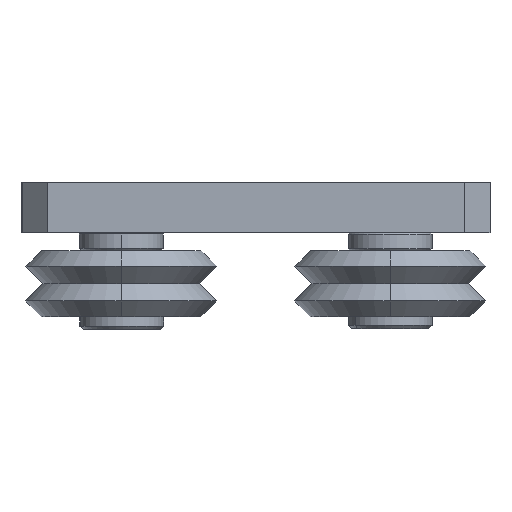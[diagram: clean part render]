
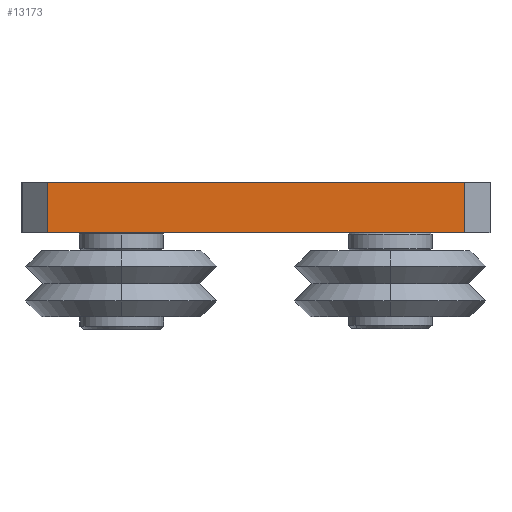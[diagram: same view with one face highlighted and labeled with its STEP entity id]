
A CAD part, front view. The second image highlights one B-rep face of the part: STEP entity #13173.
In plain terms, the highlighted planar face has unit normal (0, -1, 0).
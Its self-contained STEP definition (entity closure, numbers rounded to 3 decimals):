
#99 = LINE ( 'NONE', #12638, #12252 ) ;
#812 = FACE_OUTER_BOUND ( 'NONE', #1520, .T. ) ;
#1052 = VERTEX_POINT ( 'NONE', #2028 ) ;
#1520 = EDGE_LOOP ( 'NONE', ( #10705, #5312, #15132, #15322 ) ) ;
#2028 = CARTESIAN_POINT ( 'NONE',  ( -50., -75., 12. ) ) ;
#2508 = AXIS2_PLACEMENT_3D ( 'NONE', #6465, #10659, #6283 ) ;
#2645 = VECTOR ( 'NONE', #4385, 1000. ) ;
#3811 = EDGE_CURVE ( 'NONE', #15815, #16376, #16112, .T. ) ;
#4385 = DIRECTION ( 'NONE',  ( 1., 0., 0. ) ) ;
#5312 = ORIENTED_EDGE ( 'NONE', *, *, #8890, .T. ) ;
#6039 = LINE ( 'NONE', #14940, #13256 ) ;
#6283 = DIRECTION ( 'NONE',  ( -1., 0., 0. ) ) ;
#6465 = CARTESIAN_POINT ( 'NONE',  ( 56., -75., 12. ) ) ;
#6537 = DIRECTION ( 'NONE',  ( 1., 0., 0. ) ) ;
#6705 = CARTESIAN_POINT ( 'NONE',  ( 50., -75., 0. ) ) ;
#7000 = CARTESIAN_POINT ( 'NONE',  ( 50., -75., 12. ) ) ;
#8003 = CARTESIAN_POINT ( 'NONE',  ( -50., -75., 0. ) ) ;
#8890 = EDGE_CURVE ( 'NONE', #1052, #15815, #99, .T. ) ;
#8926 = DIRECTION ( 'NONE',  ( 0., 0., 1. ) ) ;
#9675 = VECTOR ( 'NONE', #6537, 1000. ) ;
#10487 = EDGE_CURVE ( 'NONE', #16376, #16109, #6039, .T. ) ;
#10659 = DIRECTION ( 'NONE',  ( 0., 1., 0. ) ) ;
#10705 = ORIENTED_EDGE ( 'NONE', *, *, #10728, .F. ) ;
#10728 = EDGE_CURVE ( 'NONE', #1052, #16109, #13668, .T. ) ;
#12252 = VECTOR ( 'NONE', #18393, 1000. ) ;
#12638 = CARTESIAN_POINT ( 'NONE',  ( -50., -75., 12. ) ) ;
#13173 = ADVANCED_FACE ( 'NONE', ( #812 ), #13594, .F. ) ;
#13256 = VECTOR ( 'NONE', #8926, 1000. ) ;
#13594 = PLANE ( 'NONE',  #2508 ) ;
#13668 = LINE ( 'NONE', #16307, #9675 ) ;
#14940 = CARTESIAN_POINT ( 'NONE',  ( 50., -75., 12. ) ) ;
#15132 = ORIENTED_EDGE ( 'NONE', *, *, #3811, .T. ) ;
#15322 = ORIENTED_EDGE ( 'NONE', *, *, #10487, .T. ) ;
#15815 = VERTEX_POINT ( 'NONE', #8003 ) ;
#16109 = VERTEX_POINT ( 'NONE', #7000 ) ;
#16112 = LINE ( 'NONE', #17262, #2645 ) ;
#16307 = CARTESIAN_POINT ( 'NONE',  ( 56., -75., 12. ) ) ;
#16376 = VERTEX_POINT ( 'NONE', #6705 ) ;
#17262 = CARTESIAN_POINT ( 'NONE',  ( 56., -75., 0. ) ) ;
#18393 = DIRECTION ( 'NONE',  ( 0., 0., -1. ) ) ;
